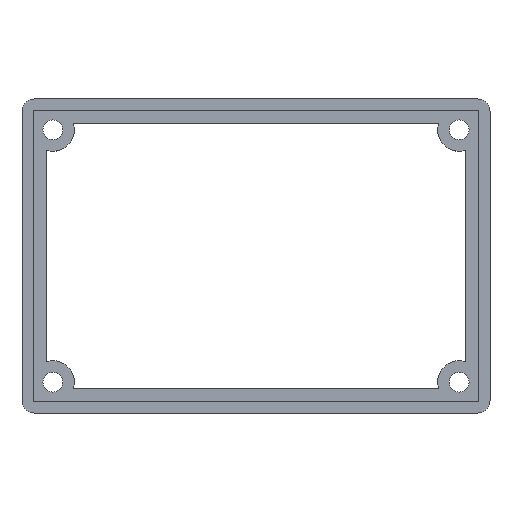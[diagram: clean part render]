
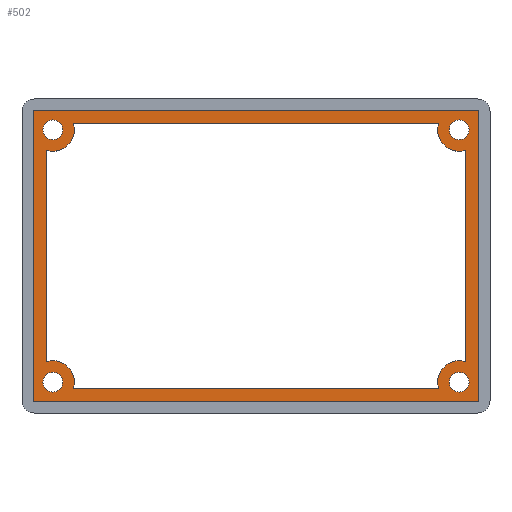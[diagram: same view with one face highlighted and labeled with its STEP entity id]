
A CAD part, top view. The second image highlights one B-rep face of the part: STEP entity #502.
In plain terms, the highlighted planar face has unit normal (0, 0, 1).
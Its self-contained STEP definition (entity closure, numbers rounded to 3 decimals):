
#27=FACE_BOUND('',#90,.T.);
#28=FACE_BOUND('',#91,.T.);
#29=FACE_BOUND('',#92,.T.);
#30=FACE_BOUND('',#93,.T.);
#31=FACE_BOUND('',#94,.T.);
#38=CIRCLE('',#532,3.5);
#39=CIRCLE('',#533,3.5);
#40=CIRCLE('',#534,3.5);
#41=CIRCLE('',#535,3.5);
#42=CIRCLE('',#536,1.6);
#43=CIRCLE('',#537,1.6);
#44=CIRCLE('',#538,1.6);
#45=CIRCLE('',#539,1.6);
#62=FACE_OUTER_BOUND('',#89,.T.);
#89=EDGE_LOOP('',(#343,#344,#345,#346));
#90=EDGE_LOOP('',(#347,#348,#349,#350,#351,#352,#353,#354));
#91=EDGE_LOOP('',(#355));
#92=EDGE_LOOP('',(#356));
#93=EDGE_LOOP('',(#357));
#94=EDGE_LOOP('',(#358));
#127=LINE('',#738,#175);
#128=LINE('',#740,#176);
#129=LINE('',#742,#177);
#130=LINE('',#743,#178);
#131=LINE('',#746,#179);
#132=LINE('',#750,#180);
#133=LINE('',#754,#181);
#134=LINE('',#758,#182);
#175=VECTOR('',#586,10.);
#176=VECTOR('',#587,10.);
#177=VECTOR('',#588,10.);
#178=VECTOR('',#589,10.);
#179=VECTOR('',#590,10.);
#180=VECTOR('',#593,10.);
#181=VECTOR('',#596,10.);
#182=VECTOR('',#599,10.);
#223=VERTEX_POINT('',#736);
#224=VERTEX_POINT('',#737);
#225=VERTEX_POINT('',#739);
#226=VERTEX_POINT('',#741);
#227=VERTEX_POINT('',#744);
#228=VERTEX_POINT('',#745);
#229=VERTEX_POINT('',#747);
#230=VERTEX_POINT('',#749);
#231=VERTEX_POINT('',#751);
#232=VERTEX_POINT('',#753);
#233=VERTEX_POINT('',#755);
#234=VERTEX_POINT('',#757);
#235=VERTEX_POINT('',#760);
#236=VERTEX_POINT('',#762);
#237=VERTEX_POINT('',#764);
#238=VERTEX_POINT('',#766);
#271=EDGE_CURVE('',#223,#224,#127,.T.);
#272=EDGE_CURVE('',#225,#223,#128,.T.);
#273=EDGE_CURVE('',#226,#225,#129,.T.);
#274=EDGE_CURVE('',#224,#226,#130,.T.);
#275=EDGE_CURVE('',#227,#228,#131,.T.);
#276=EDGE_CURVE('',#229,#227,#38,.T.);
#277=EDGE_CURVE('',#230,#229,#132,.T.);
#278=EDGE_CURVE('',#231,#230,#39,.T.);
#279=EDGE_CURVE('',#232,#231,#133,.T.);
#280=EDGE_CURVE('',#233,#232,#40,.T.);
#281=EDGE_CURVE('',#234,#233,#134,.T.);
#282=EDGE_CURVE('',#228,#234,#41,.T.);
#283=EDGE_CURVE('',#235,#235,#42,.T.);
#284=EDGE_CURVE('',#236,#236,#43,.T.);
#285=EDGE_CURVE('',#237,#237,#44,.T.);
#286=EDGE_CURVE('',#238,#238,#45,.T.);
#343=ORIENTED_EDGE('',*,*,#271,.F.);
#344=ORIENTED_EDGE('',*,*,#272,.F.);
#345=ORIENTED_EDGE('',*,*,#273,.F.);
#346=ORIENTED_EDGE('',*,*,#274,.F.);
#347=ORIENTED_EDGE('',*,*,#275,.F.);
#348=ORIENTED_EDGE('',*,*,#276,.F.);
#349=ORIENTED_EDGE('',*,*,#277,.F.);
#350=ORIENTED_EDGE('',*,*,#278,.F.);
#351=ORIENTED_EDGE('',*,*,#279,.F.);
#352=ORIENTED_EDGE('',*,*,#280,.F.);
#353=ORIENTED_EDGE('',*,*,#281,.F.);
#354=ORIENTED_EDGE('',*,*,#282,.F.);
#355=ORIENTED_EDGE('',*,*,#283,.F.);
#356=ORIENTED_EDGE('',*,*,#284,.F.);
#357=ORIENTED_EDGE('',*,*,#285,.F.);
#358=ORIENTED_EDGE('',*,*,#286,.F.);
#487=PLANE('',#531);
#502=ADVANCED_FACE('',(#62,#27,#28,#29,#30,#31),#487,.F.);
#531=AXIS2_PLACEMENT_3D('',#735,#584,#585);
#532=AXIS2_PLACEMENT_3D('',#748,#591,#592);
#533=AXIS2_PLACEMENT_3D('',#752,#594,#595);
#534=AXIS2_PLACEMENT_3D('',#756,#597,#598);
#535=AXIS2_PLACEMENT_3D('',#759,#600,#601);
#536=AXIS2_PLACEMENT_3D('',#761,#602,#603);
#537=AXIS2_PLACEMENT_3D('',#763,#604,#605);
#538=AXIS2_PLACEMENT_3D('',#765,#606,#607);
#539=AXIS2_PLACEMENT_3D('',#767,#608,#609);
#584=DIRECTION('center_axis',(0.,0.,-1.));
#585=DIRECTION('ref_axis',(1.,0.,0.));
#586=DIRECTION('',(-1.,0.,0.));
#587=DIRECTION('',(0.,-1.,0.));
#588=DIRECTION('',(1.,0.,0.));
#589=DIRECTION('',(0.,1.,0.));
#590=DIRECTION('',(1.,0.,0.));
#591=DIRECTION('center_axis',(0.,0.,-1.));
#592=DIRECTION('ref_axis',(1.,0.,0.));
#593=DIRECTION('',(0.,-1.,0.));
#594=DIRECTION('center_axis',(0.,0.,-1.));
#595=DIRECTION('ref_axis',(1.,0.,0.));
#596=DIRECTION('',(-1.,0.,0.));
#597=DIRECTION('center_axis',(0.,0.,-1.));
#598=DIRECTION('ref_axis',(1.,0.,0.));
#599=DIRECTION('',(0.,1.,0.));
#600=DIRECTION('center_axis',(0.,0.,-1.));
#601=DIRECTION('ref_axis',(1.,0.,0.));
#602=DIRECTION('center_axis',(0.,0.,1.));
#603=DIRECTION('ref_axis',(1.,0.,0.));
#604=DIRECTION('center_axis',(0.,0.,1.));
#605=DIRECTION('ref_axis',(1.,0.,0.));
#606=DIRECTION('center_axis',(0.,0.,1.));
#607=DIRECTION('ref_axis',(1.,0.,0.));
#608=DIRECTION('center_axis',(0.,0.,1.));
#609=DIRECTION('ref_axis',(1.,0.,0.));
#735=CARTESIAN_POINT('Origin',(36.,23.5,0.4));
#736=CARTESIAN_POINT('',(72.2,-0.2,0.4));
#737=CARTESIAN_POINT('',(-0.2,-0.2,0.4));
#738=CARTESIAN_POINT('',(54.,-0.2,0.4));
#739=CARTESIAN_POINT('',(72.2,47.2,0.4));
#740=CARTESIAN_POINT('',(72.2,35.25,0.4));
#741=CARTESIAN_POINT('',(-0.2,47.2,0.4));
#742=CARTESIAN_POINT('',(18.,47.2,0.4));
#743=CARTESIAN_POINT('',(-0.2,11.75,0.4));
#744=CARTESIAN_POINT('',(6.354,2.,0.4));
#745=CARTESIAN_POINT('',(65.646,2.,0.4));
#746=CARTESIAN_POINT('',(21.177,2.,0.4));
#747=CARTESIAN_POINT('',(2.,6.354,0.4));
#748=CARTESIAN_POINT('Origin',(3.,3.,0.4));
#749=CARTESIAN_POINT('',(2.,40.646,0.4));
#750=CARTESIAN_POINT('',(2.,32.073,0.4));
#751=CARTESIAN_POINT('',(6.354,45.,0.4));
#752=CARTESIAN_POINT('Origin',(3.,44.,0.4));
#753=CARTESIAN_POINT('',(65.646,45.,0.4));
#754=CARTESIAN_POINT('',(50.823,45.,0.4));
#755=CARTESIAN_POINT('',(70.,40.646,0.4));
#756=CARTESIAN_POINT('Origin',(69.,44.,0.4));
#757=CARTESIAN_POINT('',(70.,6.354,0.4));
#758=CARTESIAN_POINT('',(70.,14.927,0.4));
#759=CARTESIAN_POINT('Origin',(69.,3.,0.4));
#760=CARTESIAN_POINT('',(1.4,44.,0.4));
#761=CARTESIAN_POINT('Origin',(3.,44.,0.4));
#762=CARTESIAN_POINT('',(67.4,44.,0.4));
#763=CARTESIAN_POINT('Origin',(69.,44.,0.4));
#764=CARTESIAN_POINT('',(1.4,3.,0.4));
#765=CARTESIAN_POINT('Origin',(3.,3.,0.4));
#766=CARTESIAN_POINT('',(67.4,3.,0.4));
#767=CARTESIAN_POINT('Origin',(69.,3.,0.4));
